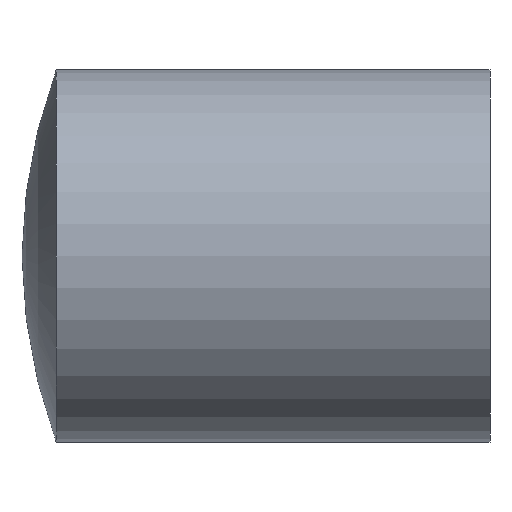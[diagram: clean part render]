
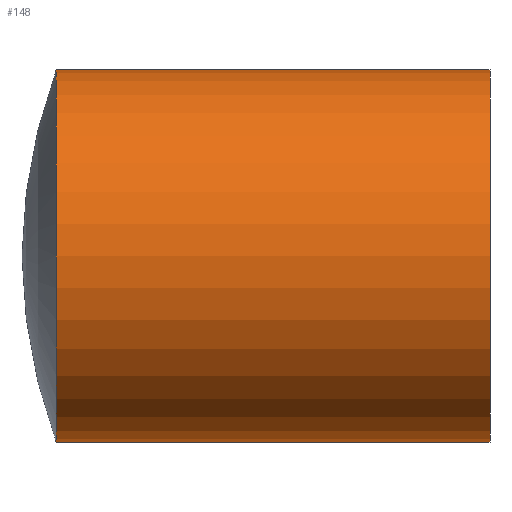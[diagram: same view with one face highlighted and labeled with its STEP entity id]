
A CAD part, left-side view. The second image highlights one B-rep face of the part: STEP entity #148.
In plain terms, the highlighted cylindrical face has radius 25 mm (diameter 50 mm), a partial arc.
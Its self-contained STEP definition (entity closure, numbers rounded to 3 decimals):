
#2 = DIRECTION ( 'NONE',  ( 0., -1., 0. ) ) ;
#9 = CARTESIAN_POINT ( 'NONE',  ( 0., 58.286, 0. ) ) ;
#13 = VERTEX_POINT ( 'NONE', #289 ) ;
#18 = EDGE_CURVE ( 'NONE', #221, #242, #125, .T. ) ;
#33 = EDGE_LOOP ( 'NONE', ( #169, #261, #52, #304 ) ) ;
#36 = AXIS2_PLACEMENT_3D ( 'NONE', #9, #110, #206 ) ;
#37 = CARTESIAN_POINT ( 'NONE',  ( 0., 0., -25. ) ) ;
#40 = EDGE_CURVE ( 'NONE', #13, #100, #177, .T. ) ;
#41 = DIRECTION ( 'NONE',  ( 0., 0., -1. ) ) ;
#52 = ORIENTED_EDGE ( 'NONE', *, *, #40, .T. ) ;
#60 = DIRECTION ( 'NONE',  ( 0., -1., 0. ) ) ;
#64 = DIRECTION ( 'NONE',  ( 0., -1., 0. ) ) ;
#66 = CYLINDRICAL_SURFACE ( 'NONE', #285, 25. ) ;
#82 = VECTOR ( 'NONE', #60, 1000. ) ;
#91 = CARTESIAN_POINT ( 'NONE',  ( 0., 58.286, 25. ) ) ;
#92 = CIRCLE ( 'NONE', #259, 25. ) ;
#100 = VERTEX_POINT ( 'NONE', #37 ) ;
#110 = DIRECTION ( 'NONE',  ( 0., -1., 0. ) ) ;
#116 = EDGE_CURVE ( 'NONE', #242, #100, #92, .T. ) ;
#125 = LINE ( 'NONE', #223, #298 ) ;
#130 = EDGE_CURVE ( 'NONE', #221, #13, #167, .T. ) ;
#148 = ADVANCED_FACE ( 'NONE', ( #276 ), #66, .T. ) ;
#155 = DIRECTION ( 'NONE',  ( 0., 0., -1. ) ) ;
#156 = CARTESIAN_POINT ( 'NONE',  ( 0., 0., 0. ) ) ;
#160 = CARTESIAN_POINT ( 'NONE',  ( 0., 0., 25. ) ) ;
#167 = CIRCLE ( 'NONE', #36, 25. ) ;
#169 = ORIENTED_EDGE ( 'NONE', *, *, #18, .F. ) ;
#177 = LINE ( 'NONE', #269, #82 ) ;
#206 = DIRECTION ( 'NONE',  ( 0., 0., -1. ) ) ;
#221 = VERTEX_POINT ( 'NONE', #91 ) ;
#223 = CARTESIAN_POINT ( 'NONE',  ( 0., 0., 25. ) ) ;
#242 = VERTEX_POINT ( 'NONE', #160 ) ;
#252 = DIRECTION ( 'NONE',  ( 0., -1., 0. ) ) ;
#259 = AXIS2_PLACEMENT_3D ( 'NONE', #275, #64, #155 ) ;
#261 = ORIENTED_EDGE ( 'NONE', *, *, #130, .T. ) ;
#269 = CARTESIAN_POINT ( 'NONE',  ( 0., 0., -25. ) ) ;
#275 = CARTESIAN_POINT ( 'NONE',  ( 0., 0., 0. ) ) ;
#276 = FACE_OUTER_BOUND ( 'NONE', #33, .T. ) ;
#285 = AXIS2_PLACEMENT_3D ( 'NONE', #156, #252, #41 ) ;
#289 = CARTESIAN_POINT ( 'NONE',  ( 0., 58.286, -25. ) ) ;
#298 = VECTOR ( 'NONE', #2, 1000. ) ;
#304 = ORIENTED_EDGE ( 'NONE', *, *, #116, .F. ) ;
